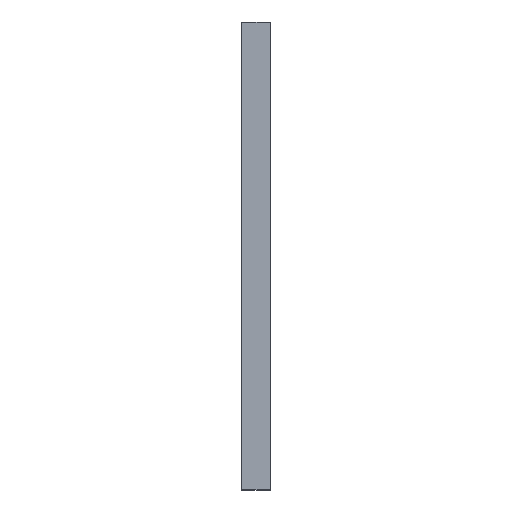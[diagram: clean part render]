
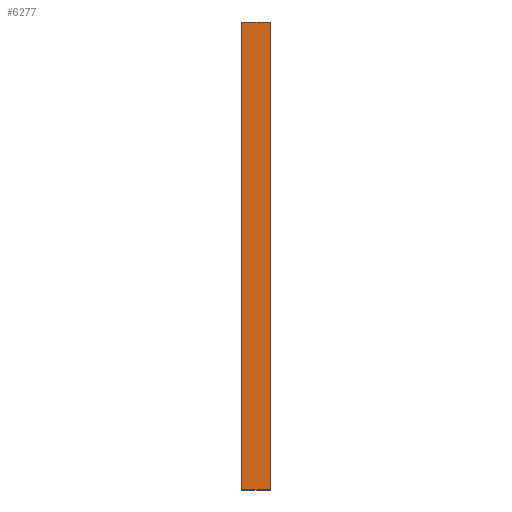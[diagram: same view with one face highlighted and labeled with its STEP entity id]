
A CAD part, left-side view. The second image highlights one B-rep face of the part: STEP entity #6277.
In plain terms, the highlighted planar face has unit normal (-1, 0, 0).
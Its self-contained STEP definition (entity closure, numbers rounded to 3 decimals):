
#160 = EDGE_CURVE ( 'NONE', #14116, #25133, #1989, .T. ) ;
#1613 = CARTESIAN_POINT ( 'NONE',  ( 1.808, 0., 88.539 ) ) ;
#1989 = LINE ( 'NONE', #1613, #29643 ) ;
#2012 = CARTESIAN_POINT ( 'NONE',  ( 1.808, 0., 5.989 ) ) ;
#2328 = VERTEX_POINT ( 'NONE', #17582 ) ;
#2388 = VECTOR ( 'NONE', #31538, 1000. ) ;
#2810 = ORIENTED_EDGE ( 'NONE', *, *, #160, .T. ) ;
#2955 = FACE_OUTER_BOUND ( 'NONE', #37263, .T. ) ;
#4684 = DIRECTION ( 'NONE',  ( 0., 1., 0. ) ) ;
#5077 = VERTEX_POINT ( 'NONE', #20254 ) ;
#6077 = VECTOR ( 'NONE', #8640, 1000. ) ;
#6277 = ADVANCED_FACE ( 'NONE', ( #2955 ), #28615, .T. ) ;
#8406 = DIRECTION ( 'NONE',  ( 0., 0., 1. ) ) ;
#8640 = DIRECTION ( 'NONE',  ( 0., 0., 1. ) ) ;
#10021 = EDGE_CURVE ( 'NONE', #2328, #5077, #13945, .T. ) ;
#12091 = CARTESIAN_POINT ( 'NONE',  ( 1.808, 0., 5.989 ) ) ;
#13945 = LINE ( 'NONE', #2012, #2388 ) ;
#13959 = CARTESIAN_POINT ( 'NONE',  ( 1.808, 0., 88.539 ) ) ;
#14116 = VERTEX_POINT ( 'NONE', #13959 ) ;
#14567 = LINE ( 'NONE', #23048, #28051 ) ;
#14694 = DIRECTION ( 'NONE',  ( 0., 0., 1. ) ) ;
#17394 = ORIENTED_EDGE ( 'NONE', *, *, #22329, .F. ) ;
#17582 = CARTESIAN_POINT ( 'NONE',  ( 1.808, 0., 5.989 ) ) ;
#19205 = ORIENTED_EDGE ( 'NONE', *, *, #10021, .F. ) ;
#19393 = ORIENTED_EDGE ( 'NONE', *, *, #36268, .T. ) ;
#19851 = CARTESIAN_POINT ( 'NONE',  ( 1.808, 5., 88.539 ) ) ;
#20254 = CARTESIAN_POINT ( 'NONE',  ( 1.808, 5., 5.989 ) ) ;
#22329 = EDGE_CURVE ( 'NONE', #5077, #25133, #14567, .T. ) ;
#23048 = CARTESIAN_POINT ( 'NONE',  ( 1.808, 5., 0. ) ) ;
#25133 = VERTEX_POINT ( 'NONE', #19851 ) ;
#28051 = VECTOR ( 'NONE', #8406, 1000. ) ;
#28615 = PLANE ( 'NONE',  #28750 ) ;
#28750 = AXIS2_PLACEMENT_3D ( 'NONE', #34406, #35166, #14694 ) ;
#29643 = VECTOR ( 'NONE', #4684, 1000. ) ;
#31538 = DIRECTION ( 'NONE',  ( 0., 1., 0. ) ) ;
#34406 = CARTESIAN_POINT ( 'NONE',  ( 1.808, 0., 5.989 ) ) ;
#35083 = LINE ( 'NONE', #12091, #6077 ) ;
#35166 = DIRECTION ( 'NONE',  ( -1., 0., 0. ) ) ;
#36268 = EDGE_CURVE ( 'NONE', #2328, #14116, #35083, .T. ) ;
#37263 = EDGE_LOOP ( 'NONE', ( #19205, #19393, #2810, #17394 ) ) ;
